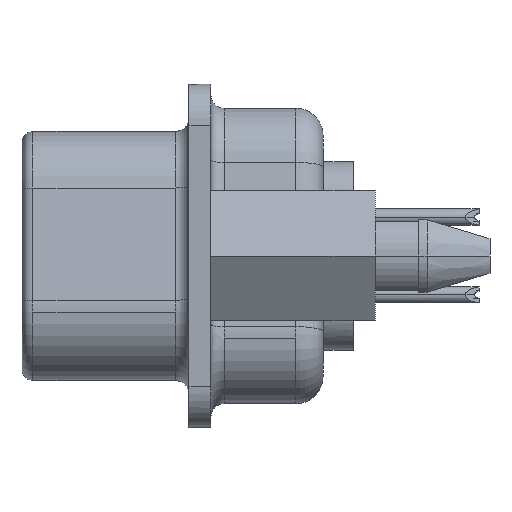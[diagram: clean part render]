
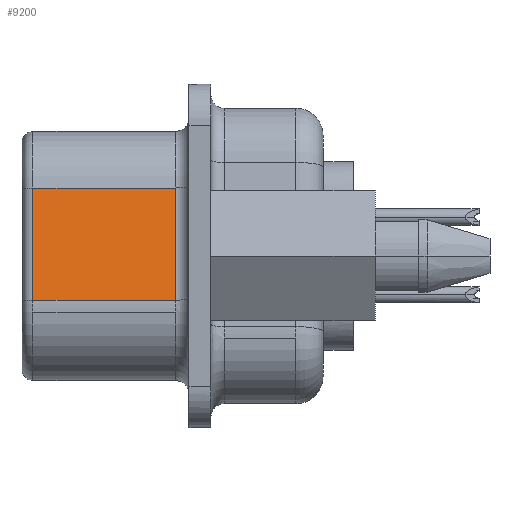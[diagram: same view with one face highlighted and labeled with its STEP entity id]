
A CAD part, left-side view. The second image highlights one B-rep face of the part: STEP entity #9200.
In plain terms, the highlighted planar face has unit normal (-0.985, 0, 0.174).
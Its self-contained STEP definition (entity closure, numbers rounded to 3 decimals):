
#9180=AXIS2_PLACEMENT_3D('Plane Axis2P3D',#9177,#9178,#9179) ;
#7474=CARTESIAN_POINT('Vertex',(-8.137,3.4,2.484)) ;
#7494=CARTESIAN_POINT('Line Origine',(-8.869,3.4,-1.666)) ;
#7498=CARTESIAN_POINT('Vertex',(-8.86,3.4,-1.616)) ;
#9158=CARTESIAN_POINT('Line Origine',(-8.137,2.9,2.484)) ;
#9162=CARTESIAN_POINT('Vertex',(-8.137,8.6,2.484)) ;
#9177=CARTESIAN_POINT('Axis2P3D Location',(-8.86,2.9,-1.616)) ;
#9182=CARTESIAN_POINT('Line Origine',(-8.86,6.,-1.616)) ;
#9186=CARTESIAN_POINT('Vertex',(-8.86,8.6,-1.616)) ;
#9189=CARTESIAN_POINT('Line Origine',(-8.499,8.6,0.434)) ;
#7495=DIRECTION('Vector Direction',(0.174,0.,0.985)) ;
#9159=DIRECTION('Vector Direction',(0.,1.,0.)) ;
#9178=DIRECTION('Axis2P3D Direction',(-0.985,0.,0.174)) ;
#9179=DIRECTION('Axis2P3D XDirection',(0.174,0.,0.985)) ;
#9183=DIRECTION('Vector Direction',(0.,-1.,0.)) ;
#9190=DIRECTION('Vector Direction',(-0.174,0.,-0.985)) ;
#7496=VECTOR('Line Direction',#7495,1.) ;
#9160=VECTOR('Line Direction',#9159,1.) ;
#9184=VECTOR('Line Direction',#9183,1.) ;
#9191=VECTOR('Line Direction',#9190,1.) ;
#9195=ORIENTED_EDGE('',*,*,#9188,.T.) ;
#9196=ORIENTED_EDGE('',*,*,#7500,.T.) ;
#9197=ORIENTED_EDGE('',*,*,#9164,.T.) ;
#9198=ORIENTED_EDGE('',*,*,#9193,.T.) ;
#9200=ADVANCED_FACE('metal housing',(#9199),#9181,.T.) ;
#7500=EDGE_CURVE('',#7499,#7475,#7497,.T.) ;
#9164=EDGE_CURVE('',#7475,#9163,#9161,.T.) ;
#9188=EDGE_CURVE('',#9187,#7499,#9185,.T.) ;
#9193=EDGE_CURVE('',#9163,#9187,#9192,.T.) ;
#9194=EDGE_LOOP('',(#9195,#9196,#9197,#9198)) ;
#9199=FACE_OUTER_BOUND('',#9194,.T.) ;
#7497=LINE('Line',#7494,#7496) ;
#9161=LINE('Line',#9158,#9160) ;
#9185=LINE('Line',#9182,#9184) ;
#9192=LINE('Line',#9189,#9191) ;
#9181=PLANE('',#9180) ;
#7475=VERTEX_POINT('',#7474) ;
#7499=VERTEX_POINT('',#7498) ;
#9163=VERTEX_POINT('',#9162) ;
#9187=VERTEX_POINT('',#9186) ;
